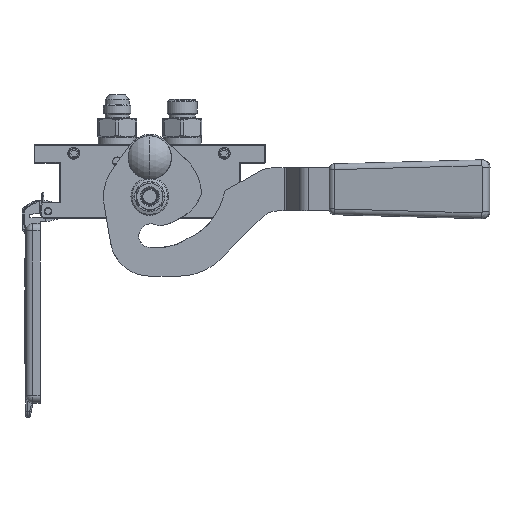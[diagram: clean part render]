
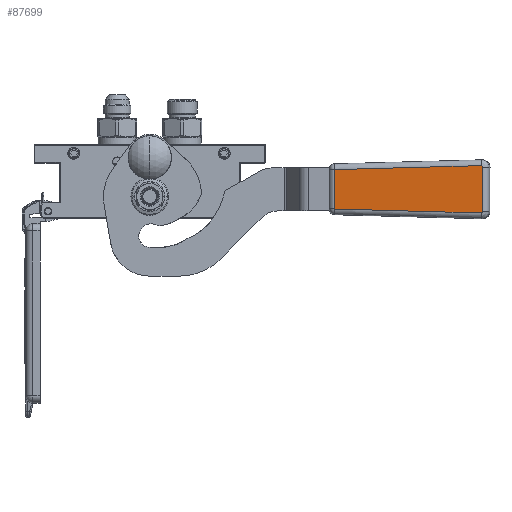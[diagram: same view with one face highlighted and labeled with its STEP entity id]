
A CAD part, front view. The second image highlights one B-rep face of the part: STEP entity #87699.
In plain terms, the highlighted face is planar.
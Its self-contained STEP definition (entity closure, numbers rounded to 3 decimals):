
#318 = ORIENTED_EDGE ( 'NONE', *, *, #51525, .F. ) ;
#5106 = CARTESIAN_POINT ( 'NONE',  ( 13.607, 1.447, -107.054 ) ) ;
#8497 = EDGE_CURVE ( 'NONE', #44003, #57637, #88205, .T. ) ;
#10738 = CARTESIAN_POINT ( 'NONE',  ( 50., 1.5, -111. ) ) ;
#11167 = CARTESIAN_POINT ( 'NONE',  ( 15.562, 0.055, -4.067 ) ) ;
#17003 = AXIS2_PLACEMENT_3D ( 'NONE', #10738, #43538, #69654 ) ;
#19653 = CARTESIAN_POINT ( 'NONE',  ( 16.209, 0.061, -4.509 ) ) ;
#20210 = CARTESIAN_POINT ( 'NONE',  ( -16.363, 0.069, -5.081 ) ) ;
#23531 = CARTESIAN_POINT ( 'NONE',  ( 15.363, 0.055, -4.054 ) ) ;
#24745 = DIRECTION ( 'NONE',  ( -0.027, 0.014, -1. ) ) ;
#24825 = VERTEX_POINT ( 'NONE', #90458 ) ;
#25236 = B_SPLINE_CURVE_WITH_KNOTS ( 'NONE', 3,
 ( #20210, #87993, #36397, #104565, #96085, #54089, #103461, #71024, #79492, #44143, #52635 ),
 .UNSPECIFIED., .F., .F.,
 ( 4, 1, 1, 1, 1, 1, 1, 1, 4 ),
 ( 0., 0.125, 0.25, 0.375, 0.5, 0.625, 0.75, 0.875, 1. ),
 .UNSPECIFIED. ) ;
#26736 = LINE ( 'NONE', #66756, #65013 ) ;
#27369 = CARTESIAN_POINT ( 'NONE',  ( 15.754, 0.056, -4.127 ) ) ;
#32542 = ORIENTED_EDGE ( 'NONE', *, *, #8497, .F. ) ;
#34134 = EDGE_CURVE ( 'NONE', #24825, #42209, #79105, .T. ) ;
#36397 = CARTESIAN_POINT ( 'NONE',  ( -16.355, 0.066, -4.882 ) ) ;
#39286 = DIRECTION ( 'NONE',  ( -1., 0., 0. ) ) ;
#39602 = ORIENTED_EDGE ( 'NONE', *, *, #55889, .F. ) ;
#42209 = VERTEX_POINT ( 'NONE', #53734 ) ;
#43538 = DIRECTION ( 'NONE',  ( 0., 1., 0.014 ) ) ;
#44003 = VERTEX_POINT ( 'NONE', #44904 ) ;
#44143 = CARTESIAN_POINT ( 'NONE',  ( -15.43, 0.055, -4.054 ) ) ;
#44529 = CARTESIAN_POINT ( 'NONE',  ( -15.363, 0.055, -4.054 ) ) ;
#44904 = CARTESIAN_POINT ( 'NONE',  ( -15.363, 0.055, -4.054 ) ) ;
#47096 = CARTESIAN_POINT ( 'NONE',  ( -16.363, 0.069, -5.081 ) ) ;
#48073 = ORIENTED_EDGE ( 'NONE', *, *, #91309, .F. ) ;
#51525 = EDGE_CURVE ( 'NONE', #88401, #24825, #26736, .T. ) ;
#52635 = CARTESIAN_POINT ( 'NONE',  ( -15.363, 0.055, -4.054 ) ) ;
#52736 = PLANE ( 'NONE',  #17003 ) ;
#53734 = CARTESIAN_POINT ( 'NONE',  ( -13.607, 1.447, -107.054 ) ) ;
#54089 = CARTESIAN_POINT ( 'NONE',  ( -16.084, 0.059, -4.352 ) ) ;
#55889 = EDGE_CURVE ( 'NONE', #57637, #88401, #73356, .T. ) ;
#56032 = VECTOR ( 'NONE', #62240, 1000. ) ;
#57637 = VERTEX_POINT ( 'NONE', #23531 ) ;
#61046 = FACE_OUTER_BOUND ( 'NONE', #83394, .T. ) ;
#61243 = CARTESIAN_POINT ( 'NONE',  ( 16.355, 0.066, -4.882 ) ) ;
#61611 = CARTESIAN_POINT ( 'NONE',  ( 16.301, 0.063, -4.688 ) ) ;
#61845 = VECTOR ( 'NONE', #87644, 1000. ) ;
#61991 = CARTESIAN_POINT ( 'NONE',  ( 16.364, 0.068, -5.014 ) ) ;
#62240 = DIRECTION ( 'NONE',  ( -0.027, -0.014, 1. ) ) ;
#65013 = VECTOR ( 'NONE', #24745, 1000. ) ;
#66756 = CARTESIAN_POINT ( 'NONE',  ( 16.363, 0.069, -5.081 ) ) ;
#69539 = ORIENTED_EDGE ( 'NONE', *, *, #34134, .F. ) ;
#69654 = DIRECTION ( 'NONE',  ( 0., -0.014, 1. ) ) ;
#69732 = CARTESIAN_POINT ( 'NONE',  ( 15.931, 0.057, -4.223 ) ) ;
#71024 = CARTESIAN_POINT ( 'NONE',  ( -15.754, 0.056, -4.127 ) ) ;
#73356 = B_SPLINE_CURVE_WITH_KNOTS ( 'NONE', 3,
 ( #87444, #78938, #11167, #27369, #69732, #94822, #19653, #61611, #61243, #61991, #77865 ),
 .UNSPECIFIED., .F., .F.,
 ( 4, 1, 1, 1, 1, 1, 1, 1, 4 ),
 ( 0., 0.125, 0.25, 0.375, 0.5, 0.625, 0.75, 0.875, 1. ),
 .UNSPECIFIED. ) ;
#77865 = CARTESIAN_POINT ( 'NONE',  ( 16.363, 0.069, -5.081 ) ) ;
#78938 = CARTESIAN_POINT ( 'NONE',  ( 15.43, 0.055, -4.054 ) ) ;
#79105 = LINE ( 'NONE', #5106, #92337 ) ;
#79492 = CARTESIAN_POINT ( 'NONE',  ( -15.562, 0.055, -4.067 ) ) ;
#81542 = VERTEX_POINT ( 'NONE', #47096 ) ;
#83394 = EDGE_LOOP ( 'NONE', ( #69539, #318, #39602, #32542, #48073, #90228 ) ) ;
#87444 = CARTESIAN_POINT ( 'NONE',  ( 15.363, 0.055, -4.054 ) ) ;
#87644 = DIRECTION ( 'NONE',  ( 1., 0., 0. ) ) ;
#87699 = ADVANCED_FACE ( 'NONE', ( #61046 ), #52736, .F. ) ;
#87993 = CARTESIAN_POINT ( 'NONE',  ( -16.364, 0.068, -5.014 ) ) ;
#88205 = LINE ( 'NONE', #44529, #61845 ) ;
#88401 = VERTEX_POINT ( 'NONE', #104019 ) ;
#90228 = ORIENTED_EDGE ( 'NONE', *, *, #93386, .F. ) ;
#90458 = CARTESIAN_POINT ( 'NONE',  ( 13.607, 1.447, -107.054 ) ) ;
#91309 = EDGE_CURVE ( 'NONE', #81542, #44003, #25236, .T. ) ;
#92337 = VECTOR ( 'NONE', #39286, 1000. ) ;
#93386 = EDGE_CURVE ( 'NONE', #42209, #81542, #96929, .T. ) ;
#94822 = CARTESIAN_POINT ( 'NONE',  ( 16.084, 0.059, -4.352 ) ) ;
#96085 = CARTESIAN_POINT ( 'NONE',  ( -16.209, 0.061, -4.509 ) ) ;
#96929 = LINE ( 'NONE', #102439, #56032 ) ;
#102439 = CARTESIAN_POINT ( 'NONE',  ( -13.607, 1.447, -107.054 ) ) ;
#103461 = CARTESIAN_POINT ( 'NONE',  ( -15.931, 0.057, -4.223 ) ) ;
#104019 = CARTESIAN_POINT ( 'NONE',  ( 16.363, 0.069, -5.081 ) ) ;
#104565 = CARTESIAN_POINT ( 'NONE',  ( -16.301, 0.063, -4.688 ) ) ;
